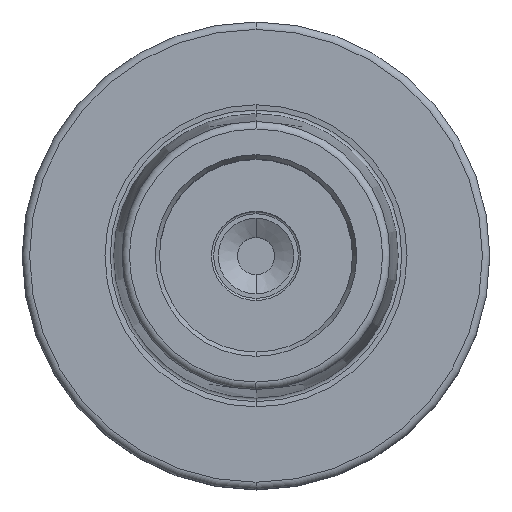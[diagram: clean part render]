
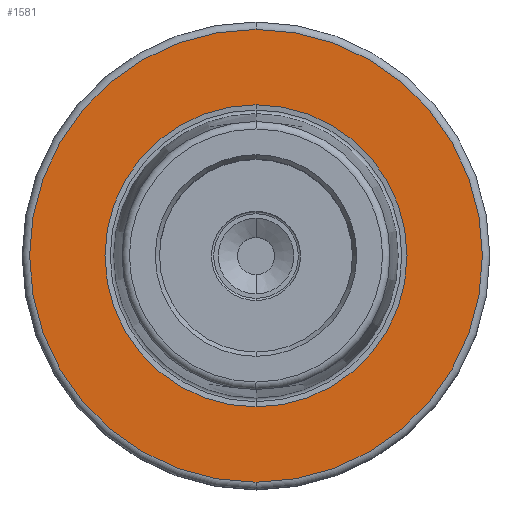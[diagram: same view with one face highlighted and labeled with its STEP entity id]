
A CAD part, top view. The second image highlights one B-rep face of the part: STEP entity #1581.
In plain terms, the highlighted planar face has unit normal (0, 0, 1).
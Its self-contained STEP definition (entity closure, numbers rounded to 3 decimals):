
#168=CARTESIAN_POINT('',(0,0,26));
#169=DIRECTION('',(0,0,1));
#170=DIRECTION('',(0,1,0));
#171=AXIS2_PLACEMENT_3D('',#168,#169,#170);
#173=CARTESIAN_POINT('',(0,0,26));
#174=DIRECTION('',(0,0,1));
#175=DIRECTION('',(0,-1,0));
#176=AXIS2_PLACEMENT_3D('',#173,#174,#175);
#186=CARTESIAN_POINT('',(0,0,26));
#187=DIRECTION('',(0,0,1));
#188=DIRECTION('',(0,1,0));
#189=AXIS2_PLACEMENT_3D('',#186,#187,#188);
#191=CARTESIAN_POINT('',(0,0,26));
#192=DIRECTION('',(0,0,-1));
#193=DIRECTION('',(0,1,0));
#194=AXIS2_PLACEMENT_3D('',#191,#192,#193);
#1099=CARTESIAN_POINT('',(0,20.344,26));
#1101=VERTEX_POINT('',#1099);
#1129=CARTESIAN_POINT('',(0,-20.344,26));
#1131=VERTEX_POINT('',#1129);
#1175=CARTESIAN_POINT('',(0,30.5,26));
#1176=CARTESIAN_POINT('',(0,-30.5,26));
#1177=VERTEX_POINT('',#1175);
#1178=VERTEX_POINT('',#1176);
#1565=CARTESIAN_POINT('',(0,0,26));
#1566=DIRECTION('',(0,0,-1));
#1567=DIRECTION('',(0,-1,0));
#1568=AXIS2_PLACEMENT_3D('',#1565,#1566,#1567);
#1569=PLANE('',#1568);
#1571=ORIENTED_EDGE('',*,*,#1570,.F.);
#1572=ORIENTED_EDGE('',*,*,#1555,.F.);
#1573=EDGE_LOOP('',(#1571,#1572));
#1574=FACE_OUTER_BOUND('',#1573,.F.);
#1576=ORIENTED_EDGE('',*,*,#1575,.T.);
#1578=ORIENTED_EDGE('',*,*,#1577,.F.);
#1579=EDGE_LOOP('',(#1576,#1578));
#1580=FACE_BOUND('',#1579,.F.);
#1581=ADVANCED_FACE('',(#1574,#1580),#1569,.F.);
#172=CIRCLE('',#171,30.5);
#177=CIRCLE('',#176,30.5);
#190=CIRCLE('',#189,20.344);
#195=CIRCLE('',#194,20.344);
#1555=EDGE_CURVE('',#1178,#1177,#177,.T.);
#1570=EDGE_CURVE('',#1177,#1178,#172,.T.);
#1575=EDGE_CURVE('',#1101,#1131,#190,.T.);
#1577=EDGE_CURVE('',#1101,#1131,#195,.T.);
